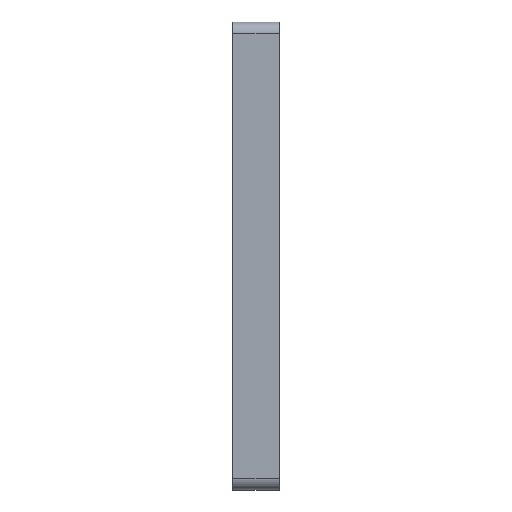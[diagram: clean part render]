
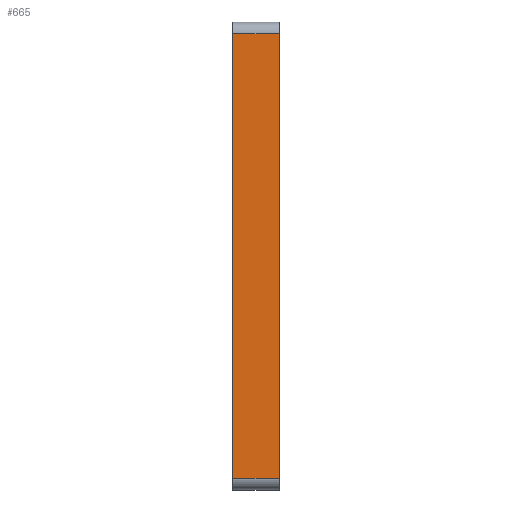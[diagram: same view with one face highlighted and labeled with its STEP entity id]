
A CAD part, left-side view. The second image highlights one B-rep face of the part: STEP entity #665.
In plain terms, the highlighted planar face has unit normal (-1, 0, 0).
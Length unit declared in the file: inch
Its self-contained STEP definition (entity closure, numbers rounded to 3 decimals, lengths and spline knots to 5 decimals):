
#106 = CARTESIAN_POINT ( 'NONE',  ( -2.5, -0.5, -2.375 ) ) ;
#116 = CARTESIAN_POINT ( 'NONE',  ( -2.5, -0.5, -2.375 ) ) ;
#137 = VECTOR ( 'NONE', #1113, 39.37008 ) ;
#144 = VECTOR ( 'NONE', #1044, 39.37008 ) ;
#199 = DIRECTION ( 'NONE',  ( -1., 0., 0. ) ) ;
#241 = VERTEX_POINT ( 'NONE', #877 ) ;
#259 = LINE ( 'NONE', #646, #144 ) ;
#292 = CARTESIAN_POINT ( 'NONE',  ( -2.5, -0.5, 2.5 ) ) ;
#295 = VERTEX_POINT ( 'NONE', #1076 ) ;
#361 = VERTEX_POINT ( 'NONE', #818 ) ;
#438 = ORIENTED_EDGE ( 'NONE', *, *, #739, .T. ) ;
#533 = DIRECTION ( 'NONE',  ( 0., 1., 0. ) ) ;
#555 = VERTEX_POINT ( 'NONE', #106 ) ;
#575 = EDGE_LOOP ( 'NONE', ( #1048, #438, #1157, #1155 ) ) ;
#587 = DIRECTION ( 'NONE',  ( 0., 0., 1. ) ) ;
#646 = CARTESIAN_POINT ( 'NONE',  ( -2.5, -0.5, 2.5 ) ) ;
#665 = ADVANCED_FACE ( 'NONE', ( #712 ), #1177, .T. ) ;
#712 = FACE_OUTER_BOUND ( 'NONE', #575, .T. ) ;
#717 = LINE ( 'NONE', #1130, #137 ) ;
#735 = LINE ( 'NONE', #1120, #864 ) ;
#739 = EDGE_CURVE ( 'NONE', #241, #295, #735, .T. ) ;
#773 = EDGE_CURVE ( 'NONE', #361, #295, #717, .T. ) ;
#788 = VECTOR ( 'NONE', #1131, 39.37008 ) ;
#818 = CARTESIAN_POINT ( 'NONE',  ( -2.5, 0., -2.375 ) ) ;
#864 = VECTOR ( 'NONE', #533, 39.37008 ) ;
#877 = CARTESIAN_POINT ( 'NONE',  ( -2.5, -0.5, 2.375 ) ) ;
#987 = EDGE_CURVE ( 'NONE', #555, #241, #259, .T. ) ;
#1007 = AXIS2_PLACEMENT_3D ( 'NONE', #292, #199, #587 ) ;
#1044 = DIRECTION ( 'NONE',  ( 0., 0., 1. ) ) ;
#1048 = ORIENTED_EDGE ( 'NONE', *, *, #987, .T. ) ;
#1076 = CARTESIAN_POINT ( 'NONE',  ( -2.5, 0., 2.375 ) ) ;
#1095 = LINE ( 'NONE', #116, #788 ) ;
#1113 = DIRECTION ( 'NONE',  ( 0., 0., 1. ) ) ;
#1120 = CARTESIAN_POINT ( 'NONE',  ( -2.5, -0.5, 2.375 ) ) ;
#1130 = CARTESIAN_POINT ( 'NONE',  ( -2.5, 0., 2.5 ) ) ;
#1131 = DIRECTION ( 'NONE',  ( 0., -1., 0. ) ) ;
#1155 = ORIENTED_EDGE ( 'NONE', *, *, #1176, .T. ) ;
#1157 = ORIENTED_EDGE ( 'NONE', *, *, #773, .F. ) ;
#1176 = EDGE_CURVE ( 'NONE', #361, #555, #1095, .T. ) ;
#1177 = PLANE ( 'NONE',  #1007 ) ;
